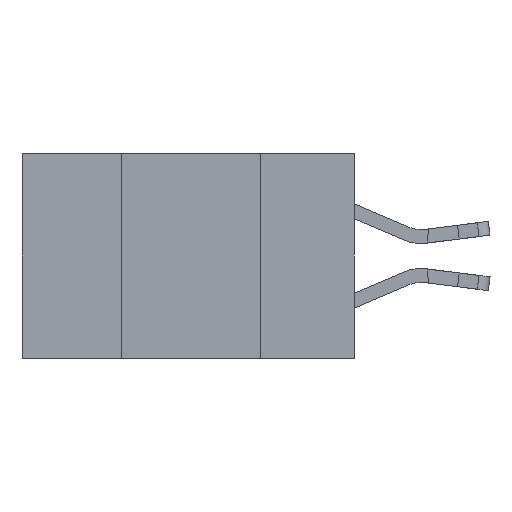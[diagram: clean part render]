
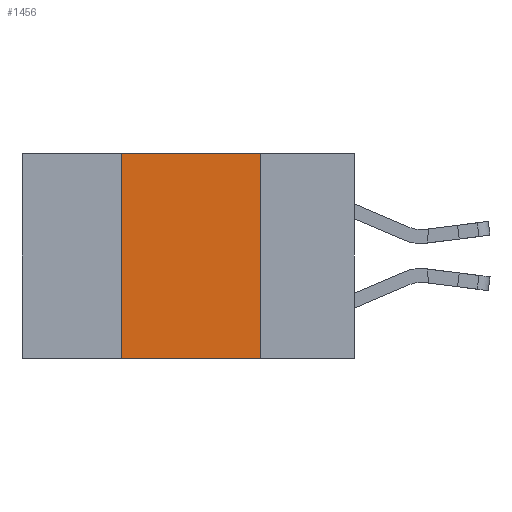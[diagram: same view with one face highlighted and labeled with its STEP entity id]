
A CAD part, left-side view. The second image highlights one B-rep face of the part: STEP entity #1456.
In plain terms, the highlighted planar face has unit normal (-1, 0, 0).
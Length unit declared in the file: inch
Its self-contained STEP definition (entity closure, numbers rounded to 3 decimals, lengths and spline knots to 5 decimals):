
#574 = LINE ( 'NONE', #9483, #5396 ) ;
#881 = DIRECTION ( 'NONE',  ( 0., 0., -1. ) ) ;
#1029 = DIRECTION ( 'NONE',  ( 1., 0., 0. ) ) ;
#1456 = ADVANCED_FACE ( 'NONE', ( #4378 ), #1950, .F. ) ;
#1879 = VECTOR ( 'NONE', #2849, 39.37008 ) ;
#1899 = DIRECTION ( 'NONE',  ( 0., 0., 1. ) ) ;
#1903 = ORIENTED_EDGE ( 'NONE', *, *, #2544, .F. ) ;
#1950 = PLANE ( 'NONE',  #4851 ) ;
#1964 = ORIENTED_EDGE ( 'NONE', *, *, #9702, .F. ) ;
#1973 = ORIENTED_EDGE ( 'NONE', *, *, #6376, .F. ) ;
#2022 = ORIENTED_EDGE ( 'NONE', *, *, #4461, .T. ) ;
#2186 = LINE ( 'NONE', #6681, #1879 ) ;
#2260 = CARTESIAN_POINT ( 'NONE',  ( 0., 0.42, 0. ) ) ;
#2295 = VECTOR ( 'NONE', #6969, 39.37008 ) ;
#2544 = EDGE_CURVE ( 'NONE', #9212, #6055, #574, .T. ) ;
#2849 = DIRECTION ( 'NONE',  ( 0., -1., 0. ) ) ;
#3399 = LINE ( 'NONE', #6683, #3523 ) ;
#3523 = VECTOR ( 'NONE', #1899, 39.37008 ) ;
#4348 = EDGE_LOOP ( 'NONE', ( #1903, #1964, #1973, #2022 ) ) ;
#4378 = FACE_OUTER_BOUND ( 'NONE', #4348, .T. ) ;
#4461 = EDGE_CURVE ( 'NONE', #4820, #6055, #2186, .T. ) ;
#4820 = VERTEX_POINT ( 'NONE', #11074 ) ;
#4851 = AXIS2_PLACEMENT_3D ( 'NONE', #6759, #1029, #7709 ) ;
#5396 = VECTOR ( 'NONE', #881, 39.37008 ) ;
#6055 = VERTEX_POINT ( 'NONE', #9053 ) ;
#6376 = EDGE_CURVE ( 'NONE', #4820, #9097, #3399, .T. ) ;
#6681 = CARTESIAN_POINT ( 'NONE',  ( 0., 0.6, -0.37 ) ) ;
#6683 = CARTESIAN_POINT ( 'NONE',  ( 0., 0.42, -0.37 ) ) ;
#6759 = CARTESIAN_POINT ( 'NONE',  ( 0., 0.6, 0. ) ) ;
#6969 = DIRECTION ( 'NONE',  ( 0., -1., 0. ) ) ;
#7709 = DIRECTION ( 'NONE',  ( 0., 0., -1. ) ) ;
#8171 = CARTESIAN_POINT ( 'NONE',  ( 0., 0.17, 0. ) ) ;
#9053 = CARTESIAN_POINT ( 'NONE',  ( 0., 0.17, -0.37 ) ) ;
#9097 = VERTEX_POINT ( 'NONE', #2260 ) ;
#9212 = VERTEX_POINT ( 'NONE', #8171 ) ;
#9483 = CARTESIAN_POINT ( 'NONE',  ( 0., 0.17, -0.37 ) ) ;
#9702 = EDGE_CURVE ( 'NONE', #9097, #9212, #11997, .T. ) ;
#11074 = CARTESIAN_POINT ( 'NONE',  ( 0., 0.42, -0.37 ) ) ;
#11604 = CARTESIAN_POINT ( 'NONE',  ( 0., 0.6, 0. ) ) ;
#11997 = LINE ( 'NONE', #11604, #2295 ) ;
